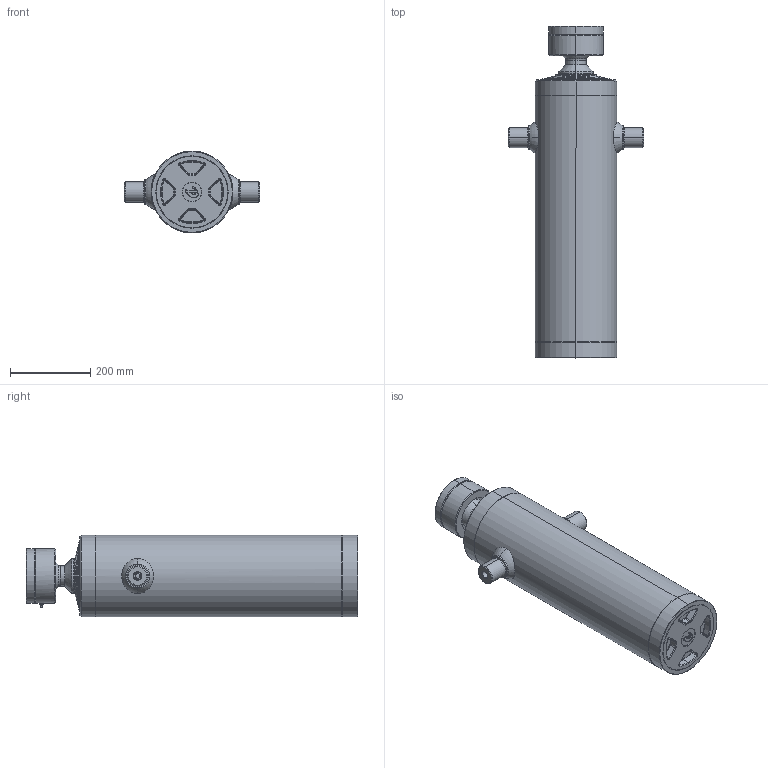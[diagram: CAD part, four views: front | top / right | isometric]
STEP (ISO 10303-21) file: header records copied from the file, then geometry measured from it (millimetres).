
FILE_DESCRIPTION (( 'STEP AP203' ), '1' );
FILE_NAME ('527.IR.STEP', '2014-10-23T09:00:26', ( '' ), ( '' ), 'SwSTEP 2.0', 'SolidWorks 2013', '' );
FILE_SCHEMA (( 'CONFIG_CONTROL_DESIGN' ));
Length unit declared in the file: millimetre
Products named in the file (1): 527.IR
Bounding box: 337 x 827 x 204 mm (x, y, z)
Surface area: 1858235.2 mm2 (no closed solid volume)
Topology: 0 solids, 23 shells, 283 faces, 770 edges, 492 vertices
Faces by surface type: cylinder 83, cone 83, torus 64, plane 45, bspline 6, sphere 2
Entity records: 10575 total; most frequent: CARTESIAN_POINT 3322, DIRECTION 1709, ORIENTED_EDGE 1275, EDGE_CURVE 765, AXIS2_PLACEMENT_3D 725, VERTEX_POINT 489, CIRCLE 447, EDGE_LOOP 305
